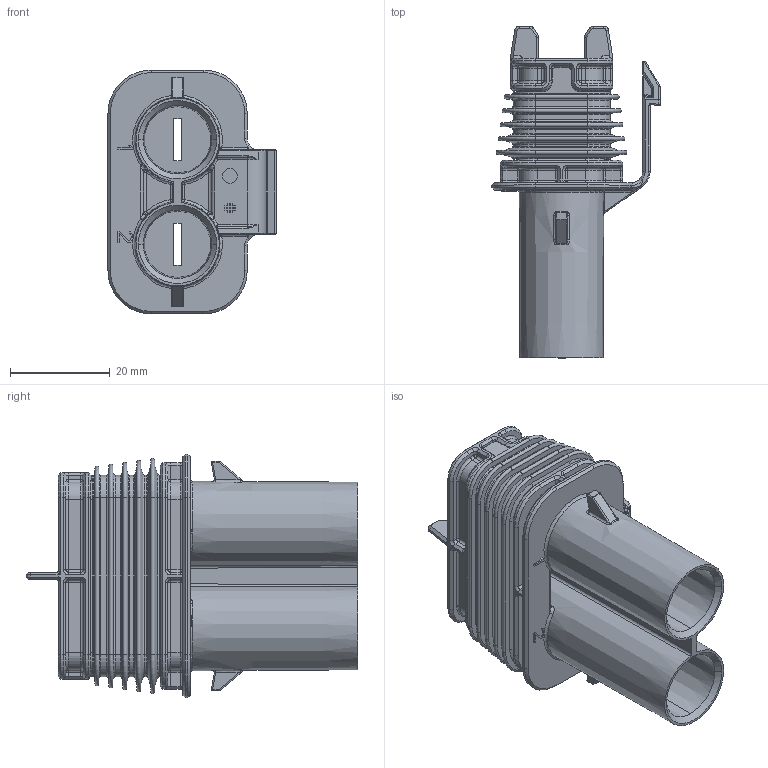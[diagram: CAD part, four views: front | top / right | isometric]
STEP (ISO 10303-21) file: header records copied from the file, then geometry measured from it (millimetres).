
FILE_DESCRIPTION((''),'2;1');
FILE_NAME('SC42-2007A-B001_NCF_ASM','2024-10-25T13:19:33',('jward'),(''),'CREO PARAMETRIC BY PTC INC, 2024014','CREO PARAMETRIC BY PTC INC, 2024014','');
FILE_SCHEMA(('CONFIG_CONTROL_DESIGN'));
Length unit declared in the file: millimetre
Products named in the file (4): PC26-2001A-B001_SALES_NCF; PC14-2001A-B015_INST; PC42-2007A-B001_SALES_NCF_ASM; SC42-2007A-B001_NCF_ASM
Assembly tree (3 placements, depth 3):
  SC42-2007A-B001_NCF_ASM
    PC42-2007A-B001_SALES_NCF_ASM
      PC26-2001A-B001_SALES_NCF
      PC14-2001A-B015_INST
Bounding box: 33.8 x 66.7 x 49 mm (x, y, z)
Volume: 26696.1 mm3; surface area: 22302.4 mm2
Topology: 2 solids, 2 shells, 1331 faces, 3079 edges, 1768 vertices
Faces by surface type: plane 470, cylinder 409, cone 200, torus 116, sphere 70, bspline 66
Entity records: 40334 total; most frequent: CARTESIAN_POINT 10198, DIRECTION 6529, ORIENTED_EDGE 6150, EDGE_CURVE 3075, AXIS2_PLACEMENT_3D 2398, VERTEX_POINT 1768, VECTOR 1733, LINE 1733
